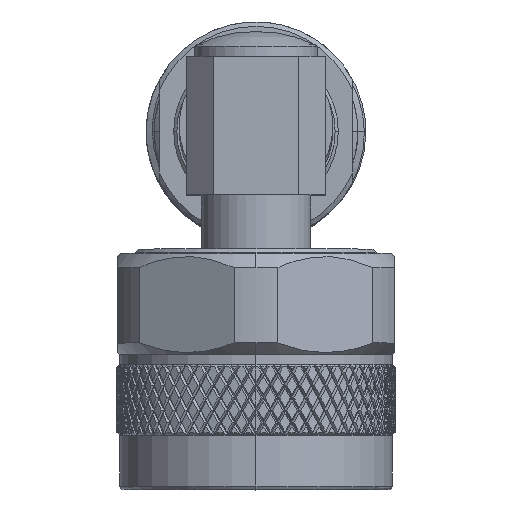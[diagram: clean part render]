
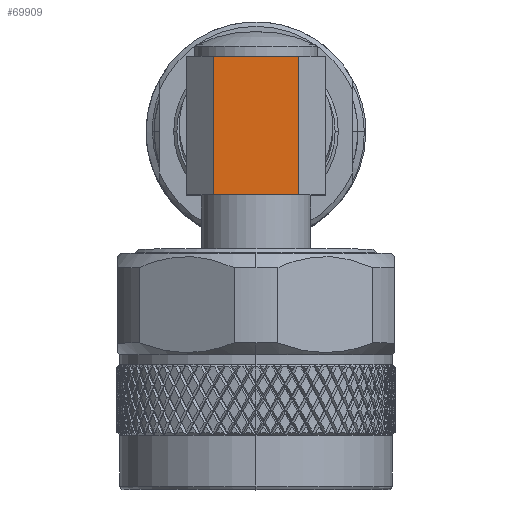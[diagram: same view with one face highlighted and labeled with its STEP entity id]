
A CAD part, top view. The second image highlights one B-rep face of the part: STEP entity #69909.
In plain terms, the highlighted face is planar.
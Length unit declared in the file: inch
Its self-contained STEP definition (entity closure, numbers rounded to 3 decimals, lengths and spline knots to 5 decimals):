
#372 = CARTESIAN_POINT ( 'NONE',  ( -0.19685, 0.19504, 0.19685 ) ) ;
#497 = VERTEX_POINT ( 'NONE', #25062 ) ;
#1900 = LINE ( 'NONE', #24241, #34685 ) ;
#6574 = DIRECTION ( 'NONE',  ( 0., 0., -1. ) ) ;
#7039 = EDGE_CURVE ( 'NONE', #497, #24447, #34398, .T. ) ;
#8123 = DIRECTION ( 'NONE',  ( -1., 0., 0. ) ) ;
#9466 = DIRECTION ( 'NONE',  ( 1., 0., 0. ) ) ;
#11280 = VECTOR ( 'NONE', #9466, 39.37008 ) ;
#11704 = EDGE_LOOP ( 'NONE', ( #50081, #68214, #56577, #60427 ) ) ;
#13939 = VECTOR ( 'NONE', #6574, 39.37008 ) ;
#14576 = VERTEX_POINT ( 'NONE', #41814 ) ;
#14914 = VERTEX_POINT ( 'NONE', #43430 ) ;
#18794 = CARTESIAN_POINT ( 'NONE',  ( 0.19685, 0.19504, 0.19685 ) ) ;
#21291 = CARTESIAN_POINT ( 'NONE',  ( -0.19685, 0.19504, -0.12185 ) ) ;
#23364 = DIRECTION ( 'NONE',  ( 0., 0., -1. ) ) ;
#24241 = CARTESIAN_POINT ( 'NONE',  ( -0.19685, 0.19504, 0.19685 ) ) ;
#24447 = VERTEX_POINT ( 'NONE', #57152 ) ;
#25062 = CARTESIAN_POINT ( 'NONE',  ( 0.19685, 0.19504, 0.12185 ) ) ;
#26749 = DIRECTION ( 'NONE',  ( 0., 0., -1. ) ) ;
#27931 = LINE ( 'NONE', #21291, #44366 ) ;
#34398 = LINE ( 'NONE', #18794, #13939 ) ;
#34685 = VECTOR ( 'NONE', #23364, 39.37008 ) ;
#36648 = CARTESIAN_POINT ( 'NONE',  ( 0.19685, 0.19504, 0.12185 ) ) ;
#39628 = PLANE ( 'NONE',  #75898 ) ;
#41814 = CARTESIAN_POINT ( 'NONE',  ( -0.19685, 0.19504, 0.12185 ) ) ;
#43430 = CARTESIAN_POINT ( 'NONE',  ( -0.19685, 0.19504, -0.12185 ) ) ;
#44366 = VECTOR ( 'NONE', #8123, 39.37008 ) ;
#46543 = DIRECTION ( 'NONE',  ( 0., -1., 0. ) ) ;
#49162 = LINE ( 'NONE', #36648, #11280 ) ;
#50081 = ORIENTED_EDGE ( 'NONE', *, *, #7039, .T. ) ;
#50655 = EDGE_CURVE ( 'NONE', #14576, #14914, #1900, .T. ) ;
#56577 = ORIENTED_EDGE ( 'NONE', *, *, #50655, .F. ) ;
#57152 = CARTESIAN_POINT ( 'NONE',  ( 0.19685, 0.19504, -0.12185 ) ) ;
#60427 = ORIENTED_EDGE ( 'NONE', *, *, #69004, .T. ) ;
#61423 = FACE_OUTER_BOUND ( 'NONE', #11704, .T. ) ;
#65719 = EDGE_CURVE ( 'NONE', #24447, #14914, #27931, .T. ) ;
#68214 = ORIENTED_EDGE ( 'NONE', *, *, #65719, .T. ) ;
#69004 = EDGE_CURVE ( 'NONE', #14576, #497, #49162, .T. ) ;
#69909 = ADVANCED_FACE ( 'NONE', ( #61423 ), #39628, .F. ) ;
#75898 = AXIS2_PLACEMENT_3D ( 'NONE', #372, #46543, #26749 ) ;
